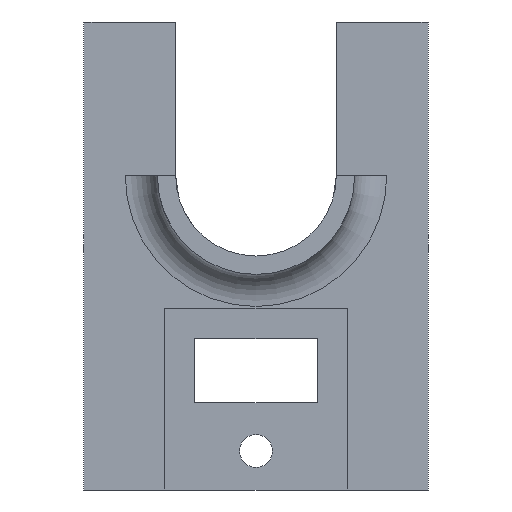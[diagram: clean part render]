
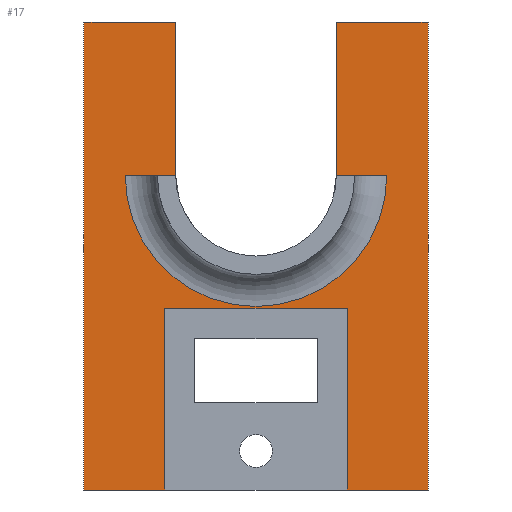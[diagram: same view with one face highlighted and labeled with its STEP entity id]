
A CAD part, front view. The second image highlights one B-rep face of the part: STEP entity #17.
In plain terms, the highlighted planar face has unit normal (0, -1, 0).
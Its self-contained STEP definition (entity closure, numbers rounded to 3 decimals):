
#17 = ADVANCED_FACE('',(#18),#149,.T.);
#18 = FACE_BOUND('',#19,.T.);
#19 = EDGE_LOOP('',(#20,#30,#38,#46,#54,#62,#70,#78,#86,#94,#102,#110,
    #118,#126,#134,#142));
#20 = ORIENTED_EDGE('',*,*,#21,.F.);
#21 = EDGE_CURVE('',#22,#24,#26,.T.);
#22 = VERTEX_POINT('',#23);
#23 = CARTESIAN_POINT('',(-23.25,121.838,43.75));
#24 = VERTEX_POINT('',#25);
#25 = CARTESIAN_POINT('',(-26.75,121.838,43.75));
#26 = LINE('',#27,#28);
#27 = CARTESIAN_POINT('',(-17.875,121.838,43.75));
#28 = VECTOR('',#29,1.);
#29 = DIRECTION('',(-1.,0.,0.));
#30 = ORIENTED_EDGE('',*,*,#31,.T.);
#31 = EDGE_CURVE('',#22,#32,#34,.T.);
#32 = VERTEX_POINT('',#33);
#33 = CARTESIAN_POINT('',(-21.25,121.838,43.75));
#34 = LINE('',#35,#36);
#35 = CARTESIAN_POINT('',(-23.25,121.838,43.75));
#36 = VECTOR('',#37,1.);
#37 = DIRECTION('',(1.,0.,0.));
#38 = ORIENTED_EDGE('',*,*,#39,.F.);
#39 = EDGE_CURVE('',#40,#32,#42,.T.);
#40 = VERTEX_POINT('',#41);
#41 = CARTESIAN_POINT('',(-21.25,121.838,60.5));
#42 = LINE('',#43,#44);
#43 = CARTESIAN_POINT('',(-21.25,121.838,60.5));
#44 = VECTOR('',#45,1.);
#45 = DIRECTION('',(0.,0.,-1.));
#46 = ORIENTED_EDGE('',*,*,#47,.F.);
#47 = EDGE_CURVE('',#48,#40,#50,.T.);
#48 = VERTEX_POINT('',#49);
#49 = CARTESIAN_POINT('',(-31.25,121.838,60.5));
#50 = LINE('',#51,#52);
#51 = CARTESIAN_POINT('',(-31.25,121.838,60.5));
#52 = VECTOR('',#53,1.);
#53 = DIRECTION('',(1.,0.,0.));
#54 = ORIENTED_EDGE('',*,*,#55,.F.);
#55 = EDGE_CURVE('',#56,#48,#58,.T.);
#56 = VERTEX_POINT('',#57);
#57 = CARTESIAN_POINT('',(-31.25,121.838,9.5));
#58 = LINE('',#59,#60);
#59 = CARTESIAN_POINT('',(-31.25,121.838,9.5));
#60 = VECTOR('',#61,1.);
#61 = DIRECTION('',(0.,0.,1.));
#62 = ORIENTED_EDGE('',*,*,#63,.F.);
#63 = EDGE_CURVE('',#64,#56,#66,.T.);
#64 = VERTEX_POINT('',#65);
#65 = CARTESIAN_POINT('',(-22.45,121.838,9.5));
#66 = LINE('',#67,#68);
#67 = CARTESIAN_POINT('',(52.012,121.838,9.5));
#68 = VECTOR('',#69,1.);
#69 = DIRECTION('',(-1.,0.,0.));
#70 = ORIENTED_EDGE('',*,*,#71,.F.);
#71 = EDGE_CURVE('',#72,#64,#74,.T.);
#72 = VERTEX_POINT('',#73);
#73 = CARTESIAN_POINT('',(-22.45,121.838,29.3));
#74 = LINE('',#75,#76);
#75 = CARTESIAN_POINT('',(-22.45,121.838,29.3));
#76 = VECTOR('',#77,1.);
#77 = DIRECTION('',(0.,0.,-1.));
#78 = ORIENTED_EDGE('',*,*,#79,.F.);
#79 = EDGE_CURVE('',#80,#72,#82,.T.);
#80 = VERTEX_POINT('',#81);
#81 = CARTESIAN_POINT('',(-2.55,121.838,29.3));
#82 = LINE('',#83,#84);
#83 = CARTESIAN_POINT('',(-2.55,121.838,29.3));
#84 = VECTOR('',#85,1.);
#85 = DIRECTION('',(-1.,0.,0.));
#86 = ORIENTED_EDGE('',*,*,#87,.F.);
#87 = EDGE_CURVE('',#88,#80,#90,.T.);
#88 = VERTEX_POINT('',#89);
#89 = CARTESIAN_POINT('',(-2.55,121.838,9.5));
#90 = LINE('',#91,#92);
#91 = CARTESIAN_POINT('',(-2.55,121.838,8.2));
#92 = VECTOR('',#93,1.);
#93 = DIRECTION('',(0.,0.,1.));
#94 = ORIENTED_EDGE('',*,*,#95,.F.);
#95 = EDGE_CURVE('',#96,#88,#98,.T.);
#96 = VERTEX_POINT('',#97);
#97 = CARTESIAN_POINT('',(6.25,121.838,9.5));
#98 = LINE('',#99,#100);
#99 = CARTESIAN_POINT('',(52.012,121.838,9.5));
#100 = VECTOR('',#101,1.);
#101 = DIRECTION('',(-1.,0.,0.));
#102 = ORIENTED_EDGE('',*,*,#103,.T.);
#103 = EDGE_CURVE('',#96,#104,#106,.T.);
#104 = VERTEX_POINT('',#105);
#105 = CARTESIAN_POINT('',(6.25,121.838,60.5));
#106 = LINE('',#107,#108);
#107 = CARTESIAN_POINT('',(6.25,121.838,9.5));
#108 = VECTOR('',#109,1.);
#109 = DIRECTION('',(0.,0.,1.));
#110 = ORIENTED_EDGE('',*,*,#111,.T.);
#111 = EDGE_CURVE('',#104,#112,#114,.T.);
#112 = VERTEX_POINT('',#113);
#113 = CARTESIAN_POINT('',(-3.75,121.838,60.5));
#114 = LINE('',#115,#116);
#115 = CARTESIAN_POINT('',(6.25,121.838,60.5));
#116 = VECTOR('',#117,1.);
#117 = DIRECTION('',(-1.,0.,0.));
#118 = ORIENTED_EDGE('',*,*,#119,.T.);
#119 = EDGE_CURVE('',#112,#120,#122,.T.);
#120 = VERTEX_POINT('',#121);
#121 = CARTESIAN_POINT('',(-3.75,121.838,43.75));
#122 = LINE('',#123,#124);
#123 = CARTESIAN_POINT('',(-3.75,121.838,60.5));
#124 = VECTOR('',#125,1.);
#125 = DIRECTION('',(0.,0.,-1.));
#126 = ORIENTED_EDGE('',*,*,#127,.T.);
#127 = EDGE_CURVE('',#120,#128,#130,.T.);
#128 = VERTEX_POINT('',#129);
#129 = CARTESIAN_POINT('',(-1.75,121.838,43.75));
#130 = LINE('',#131,#132);
#131 = CARTESIAN_POINT('',(-3.75,121.838,43.75));
#132 = VECTOR('',#133,1.);
#133 = DIRECTION('',(1.,0.,0.));
#134 = ORIENTED_EDGE('',*,*,#135,.T.);
#135 = EDGE_CURVE('',#128,#136,#138,.T.);
#136 = VERTEX_POINT('',#137);
#137 = CARTESIAN_POINT('',(1.75,121.838,43.75));
#138 = LINE('',#139,#140);
#139 = CARTESIAN_POINT('',(-8.125,121.838,43.75));
#140 = VECTOR('',#141,1.);
#141 = DIRECTION('',(1.,0.,0.));
#142 = ORIENTED_EDGE('',*,*,#143,.F.);
#143 = EDGE_CURVE('',#24,#136,#144,.T.);
#144 = CIRCLE('',#145,14.25);
#145 = AXIS2_PLACEMENT_3D('',#146,#147,#148);
#146 = CARTESIAN_POINT('',(-12.5,121.838,43.75));
#147 = DIRECTION('',(0.,-1.,0.));
#148 = DIRECTION('',(-1.,0.,0.));
#149 = PLANE('',#150);
#150 = AXIS2_PLACEMENT_3D('',#151,#152,#153);
#151 = CARTESIAN_POINT('',(-12.5,121.838,36.024));
#152 = DIRECTION('',(0.,-1.,0.));
#153 = DIRECTION('',(0.,0.,-1.));
